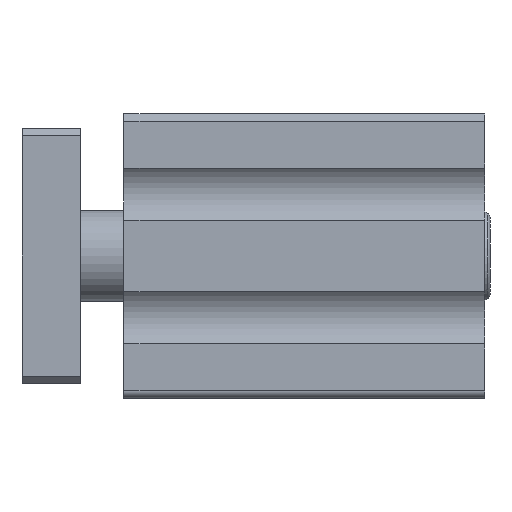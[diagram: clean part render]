
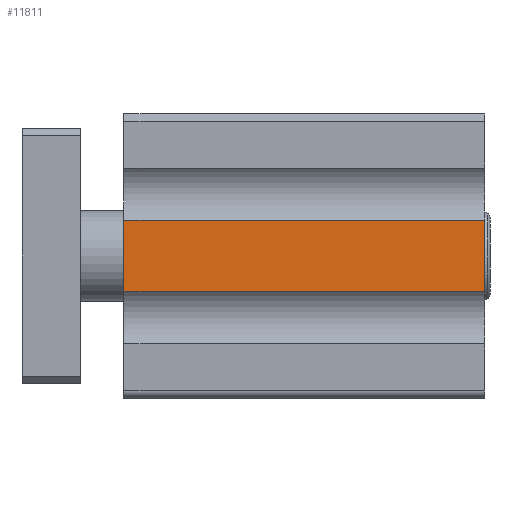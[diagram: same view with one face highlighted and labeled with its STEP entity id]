
A CAD part, front view. The second image highlights one B-rep face of the part: STEP entity #11811.
In plain terms, the highlighted planar face has unit normal (0, -1, 0).
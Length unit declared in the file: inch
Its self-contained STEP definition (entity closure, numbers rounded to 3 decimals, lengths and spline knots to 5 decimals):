
#1 = VECTOR ( 'NONE', #1431, 39.37008 ) ;
#546 = VERTEX_POINT ( 'NONE', #13415 ) ;
#784 = CARTESIAN_POINT ( 'NONE',  ( 3.89764, -3.18898, -0.38815 ) ) ;
#1186 = ORIENTED_EDGE ( 'NONE', *, *, #13247, .F. ) ;
#1431 = DIRECTION ( 'NONE',  ( -1., 0., 0. ) ) ;
#1578 = LINE ( 'NONE', #6821, #1 ) ;
#1815 = LINE ( 'NONE', #9204, #7184 ) ;
#1870 = VERTEX_POINT ( 'NONE', #784 ) ;
#2411 = FACE_OUTER_BOUND ( 'NONE', #13913, .T. ) ;
#2748 = CARTESIAN_POINT ( 'NONE',  ( 3.89764, -3.18898, 0.38815 ) ) ;
#3915 = LINE ( 'NONE', #8178, #8381 ) ;
#3954 = CARTESIAN_POINT ( 'NONE',  ( 3.89764, -3.18898, 0.38815 ) ) ;
#4475 = VERTEX_POINT ( 'NONE', #8353 ) ;
#5159 = VERTEX_POINT ( 'NONE', #13589 ) ;
#6146 = DIRECTION ( 'NONE',  ( 0., 0., -1. ) ) ;
#6320 = ORIENTED_EDGE ( 'NONE', *, *, #6740, .T. ) ;
#6375 = EDGE_CURVE ( 'NONE', #4475, #546, #1815, .T. ) ;
#6740 = EDGE_CURVE ( 'NONE', #5159, #4475, #3915, .T. ) ;
#6821 = CARTESIAN_POINT ( 'NONE',  ( 3.89764, -3.18898, -0.38815 ) ) ;
#7184 = VECTOR ( 'NONE', #6146, 39.37008 ) ;
#7865 = PLANE ( 'NONE',  #8853 ) ;
#8178 = CARTESIAN_POINT ( 'NONE',  ( 3.89764, -3.18898, 0.38815 ) ) ;
#8350 = DIRECTION ( 'NONE',  ( 1., 0., 0. ) ) ;
#8353 = CARTESIAN_POINT ( 'NONE',  ( 0., -3.18898, 0.38815 ) ) ;
#8381 = VECTOR ( 'NONE', #11634, 39.37008 ) ;
#8853 = AXIS2_PLACEMENT_3D ( 'NONE', #2748, #11445, #8350 ) ;
#9204 = CARTESIAN_POINT ( 'NONE',  ( 0., -3.18898, 0.38815 ) ) ;
#9591 = ORIENTED_EDGE ( 'NONE', *, *, #10502, .F. ) ;
#10502 = EDGE_CURVE ( 'NONE', #1870, #546, #1578, .T. ) ;
#11445 = DIRECTION ( 'NONE',  ( 0., 1., 0. ) ) ;
#11634 = DIRECTION ( 'NONE',  ( -1., 0., 0. ) ) ;
#11746 = DIRECTION ( 'NONE',  ( 0., 0., -1. ) ) ;
#11811 = ADVANCED_FACE ( 'NONE', ( #2411 ), #7865, .F. ) ;
#12729 = LINE ( 'NONE', #3954, #13627 ) ;
#13234 = ORIENTED_EDGE ( 'NONE', *, *, #6375, .T. ) ;
#13247 = EDGE_CURVE ( 'NONE', #5159, #1870, #12729, .T. ) ;
#13415 = CARTESIAN_POINT ( 'NONE',  ( 0., -3.18898, -0.38815 ) ) ;
#13589 = CARTESIAN_POINT ( 'NONE',  ( 3.89764, -3.18898, 0.38815 ) ) ;
#13627 = VECTOR ( 'NONE', #11746, 39.37008 ) ;
#13913 = EDGE_LOOP ( 'NONE', ( #13234, #9591, #1186, #6320 ) ) ;
